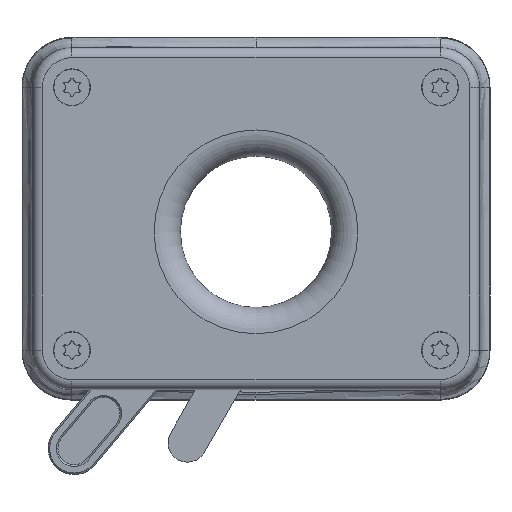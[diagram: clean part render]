
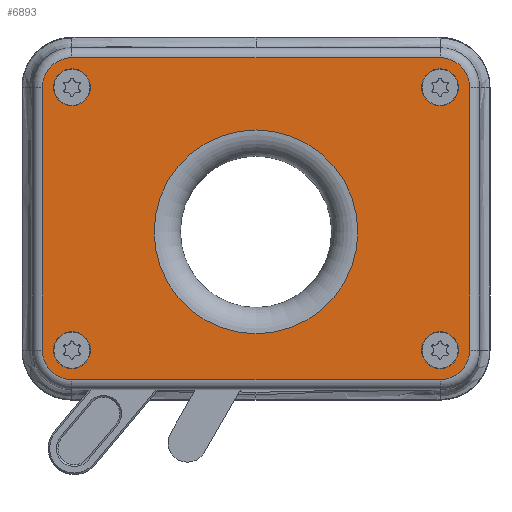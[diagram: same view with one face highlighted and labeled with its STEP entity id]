
A CAD part, front view. The second image highlights one B-rep face of the part: STEP entity #6893.
In plain terms, the highlighted planar face has unit normal (0, -1, 0).
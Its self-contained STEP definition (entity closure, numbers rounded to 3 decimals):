
#6893=ADVANCED_FACE('',(#26697,#26698,#26699,#26700,#26701,#26702),#10064,
 .F.);
#10064=PLANE('',#70558);
#13196=LINE('',#104346,#20371);
#13197=LINE('',#104350,#20372);
#13198=LINE('',#104354,#20373);
#13199=LINE('',#104358,#20374);
#20371=VECTOR('',#78449,1.);
#20372=VECTOR('',#78452,1.);
#20373=VECTOR('',#78455,1.);
#20374=VECTOR('',#78458,1.);
#26697=FACE_BOUND('',#27985,.T.);
#26698=FACE_BOUND('',#27986,.T.);
#26699=FACE_BOUND('',#27987,.T.);
#26700=FACE_BOUND('',#27988,.T.);
#26701=FACE_BOUND('',#27989,.T.);
#26702=FACE_BOUND('',#27990,.T.);
#27985=EDGE_LOOP('',(#35552));
#27986=EDGE_LOOP('',(#35553));
#27987=EDGE_LOOP('',(#35554));
#27988=EDGE_LOOP('',(#35555));
#27989=EDGE_LOOP('',(#35556));
#27990=EDGE_LOOP('',(#35557,#35558,#35559,#35560,#35561,#35562,#35563,#35564));
#35552=ORIENTED_EDGE('',*,*,#58875,.T.);
#35553=ORIENTED_EDGE('',*,*,#58876,.T.);
#35554=ORIENTED_EDGE('',*,*,#58877,.T.);
#35555=ORIENTED_EDGE('',*,*,#58878,.T.);
#35556=ORIENTED_EDGE('',*,*,#58879,.T.);
#35557=ORIENTED_EDGE('',*,*,#58880,.T.);
#35558=ORIENTED_EDGE('',*,*,#58881,.T.);
#35559=ORIENTED_EDGE('',*,*,#58882,.T.);
#35560=ORIENTED_EDGE('',*,*,#58883,.T.);
#35561=ORIENTED_EDGE('',*,*,#58884,.T.);
#35562=ORIENTED_EDGE('',*,*,#58885,.T.);
#35563=ORIENTED_EDGE('',*,*,#58886,.T.);
#35564=ORIENTED_EDGE('',*,*,#58887,.T.);
#51809=VERTEX_POINT('',#104334);
#51810=VERTEX_POINT('',#104336);
#51811=VERTEX_POINT('',#104338);
#51812=VERTEX_POINT('',#104340);
#51813=VERTEX_POINT('',#104342);
#51814=VERTEX_POINT('',#104344);
#51815=VERTEX_POINT('',#104345);
#51816=VERTEX_POINT('',#104347);
#51817=VERTEX_POINT('',#104349);
#51818=VERTEX_POINT('',#104351);
#51819=VERTEX_POINT('',#104353);
#51820=VERTEX_POINT('',#104355);
#51821=VERTEX_POINT('',#104357);
#58875=EDGE_CURVE('',#51809,#51809,#68058,.T.);
#58876=EDGE_CURVE('',#51810,#51810,#68059,.T.);
#58877=EDGE_CURVE('',#51811,#51811,#68060,.T.);
#58878=EDGE_CURVE('',#51812,#51812,#68061,.T.);
#58879=EDGE_CURVE('',#51813,#51813,#68062,.T.);
#58880=EDGE_CURVE('',#51814,#51815,#68063,.T.);
#58881=EDGE_CURVE('',#51815,#51816,#13196,.T.);
#58882=EDGE_CURVE('',#51816,#51817,#68064,.T.);
#58883=EDGE_CURVE('',#51817,#51818,#13197,.T.);
#58884=EDGE_CURVE('',#51818,#51819,#68065,.T.);
#58885=EDGE_CURVE('',#51819,#51820,#13198,.T.);
#58886=EDGE_CURVE('',#51820,#51821,#68066,.T.);
#58887=EDGE_CURVE('',#51821,#51814,#13199,.T.);
#68058=CIRCLE('',#70549,15.5);
#68059=CIRCLE('',#70550,2.75);
#68060=CIRCLE('',#70551,2.75);
#68061=CIRCLE('',#70552,2.75);
#68062=CIRCLE('',#70553,2.75);
#68063=CIRCLE('',#70554,4.5);
#68064=CIRCLE('',#70555,4.5);
#68065=CIRCLE('',#70556,4.5);
#68066=CIRCLE('',#70557,4.5);
#70549=AXIS2_PLACEMENT_3D('',#104333,#78437,#78438);
#70550=AXIS2_PLACEMENT_3D('',#104335,#78439,#78440);
#70551=AXIS2_PLACEMENT_3D('',#104337,#78441,#78442);
#70552=AXIS2_PLACEMENT_3D('',#104339,#78443,#78444);
#70553=AXIS2_PLACEMENT_3D('',#104341,#78445,#78446);
#70554=AXIS2_PLACEMENT_3D('',#104343,#78447,#78448);
#70555=AXIS2_PLACEMENT_3D('',#104348,#78450,#78451);
#70556=AXIS2_PLACEMENT_3D('',#104352,#78453,#78454);
#70557=AXIS2_PLACEMENT_3D('',#104356,#78456,#78457);
#70558=AXIS2_PLACEMENT_3D('',#104359,#78459,#78460);
#78437=DIRECTION('',(0.,1.,0.));
#78438=DIRECTION('',(0.,0.,1.));
#78439=DIRECTION('',(0.,1.,0.));
#78440=DIRECTION('',(0.,0.,1.));
#78441=DIRECTION('',(0.,1.,0.));
#78442=DIRECTION('',(0.,0.,1.));
#78443=DIRECTION('',(0.,1.,0.));
#78444=DIRECTION('',(0.,0.,1.));
#78445=DIRECTION('',(0.,1.,0.));
#78446=DIRECTION('',(0.,0.,1.));
#78447=DIRECTION('',(0.,-1.,0.));
#78448=DIRECTION('',(0.,0.,1.));
#78449=DIRECTION('',(-1.,0.,0.));
#78450=DIRECTION('',(0.,-1.,0.));
#78451=DIRECTION('',(0.,0.,1.));
#78452=DIRECTION('',(0.,0.,-1.));
#78453=DIRECTION('',(0.,-1.,0.));
#78454=DIRECTION('',(0.,0.,1.));
#78455=DIRECTION('',(1.,0.,0.));
#78456=DIRECTION('',(0.,-1.,0.));
#78457=DIRECTION('',(0.,0.,1.));
#78458=DIRECTION('',(0.,0.,1.));
#78459=DIRECTION('',(0.,1.,0.));
#78460=DIRECTION('',(0.,0.,1.));
#104333=CARTESIAN_POINT('',(0.,-88.,20.));
#104334=CARTESIAN_POINT('',(0.,-88.,35.5));
#104335=CARTESIAN_POINT('',(28.,-88.,42.));
#104336=CARTESIAN_POINT('',(28.,-88.,44.75));
#104337=CARTESIAN_POINT('',(28.,-88.,2.));
#104338=CARTESIAN_POINT('',(28.,-88.,4.75));
#104339=CARTESIAN_POINT('',(-28.,-88.,42.));
#104340=CARTESIAN_POINT('',(-28.,-88.,44.75));
#104341=CARTESIAN_POINT('',(-28.,-88.,2.));
#104342=CARTESIAN_POINT('',(-28.,-88.,4.75));
#104343=CARTESIAN_POINT('',(28.,-88.,42.));
#104344=CARTESIAN_POINT('',(32.5,-88.,42.));
#104345=CARTESIAN_POINT('',(28.,-88.,46.5));
#104346=CARTESIAN_POINT('',(-28.,-88.,46.5));
#104347=CARTESIAN_POINT('',(-28.,-88.,46.5));
#104348=CARTESIAN_POINT('',(-28.,-88.,42.));
#104349=CARTESIAN_POINT('',(-32.5,-88.,42.));
#104350=CARTESIAN_POINT('',(-32.5,-88.,2.));
#104351=CARTESIAN_POINT('',(-32.5,-88.,2.));
#104352=CARTESIAN_POINT('',(-28.,-88.,2.));
#104353=CARTESIAN_POINT('',(-28.,-88.,-2.5));
#104354=CARTESIAN_POINT('',(-28.,-88.,-2.5));
#104355=CARTESIAN_POINT('',(28.,-88.,-2.5));
#104356=CARTESIAN_POINT('',(28.,-88.,2.));
#104357=CARTESIAN_POINT('',(32.5,-88.,2.));
#104358=CARTESIAN_POINT('',(32.5,-88.,2.));
#104359=CARTESIAN_POINT('',(-28.,-88.,2.));
